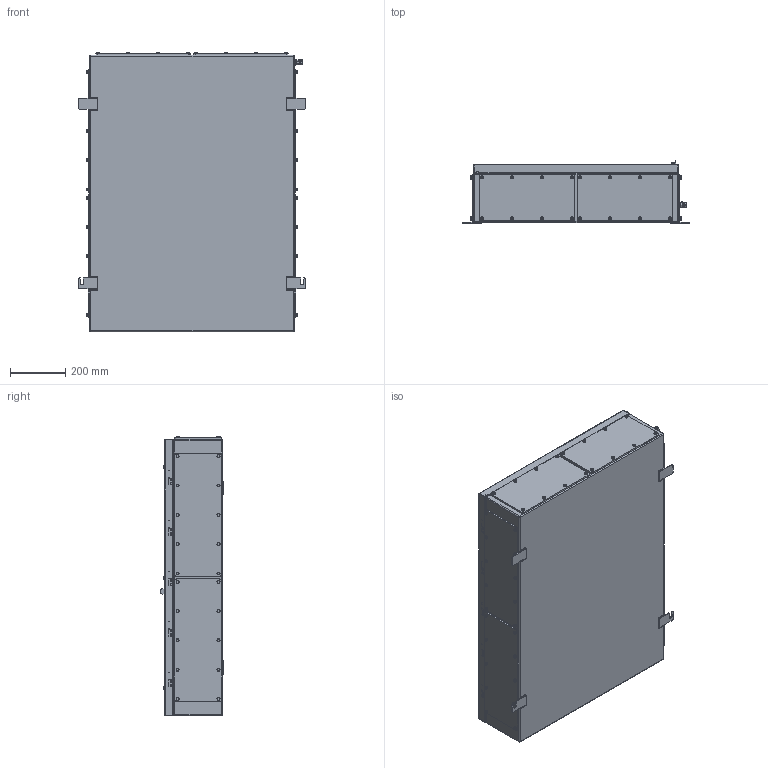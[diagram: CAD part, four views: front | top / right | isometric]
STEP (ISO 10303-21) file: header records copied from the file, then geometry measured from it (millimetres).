
FILE_DESCRIPTION(/* description */ (''),/* implementation_level */ '2;1');
FILE_NAME(/* name */ '920710_ZS9_3GP_210.stp',/* time_stamp */ '2023-07-24T17:29:28+06:00',/* author */ ('pradhakrishnan'),/* organization */ (''),/* preprocessor_version */ 'ST-DEVELOPER v18',/* originating_system */ 'Autodesk Inventor 2020',/* authorisation */ '');
FILE_SCHEMA (('AUTOMOTIVE_DESIGN { 1 0 10303 214 3 1 1 }'));
Products named in the file (1): 920710_ZS9_3GP_210
Bounding box: 821.4 x 228 x 1011.6 mm (x, y, z)
Volume: 155105839.1 mm3; surface area: 2674511.2 mm2
Topology: 5 solids, 5 shells, 2205 faces, 5631 edges, 3566 vertices
Faces by surface type: plane 1156, cylinder 585, cone 372, bspline 71, torus 11, sphere 10
Full cylindrical faces by diameter (mm): 5.459 x56, 6.05 x5, 7.9 x5, 8 x10, 8.7 x59, 10 x5, 12.5 x3, 16 x1
Entity records: 70658 total; most frequent: CARTESIAN_POINT 15809, ORIENTED_EDGE 11270, DIRECTION 11026, EDGE_CURVE 5635, AXIS2_PLACEMENT_3D 4212, VERTEX_POINT 3579, LINE 2602, VECTOR 2602
